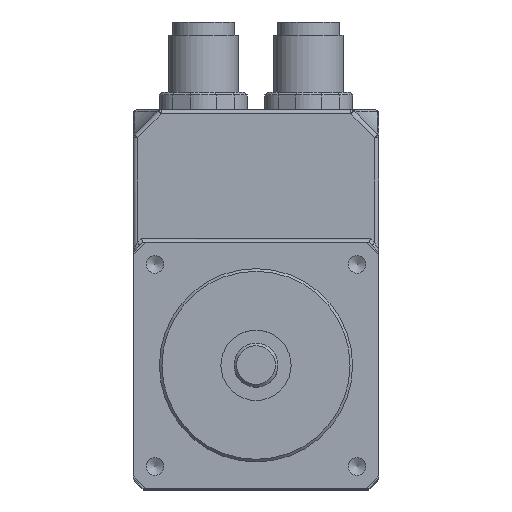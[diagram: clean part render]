
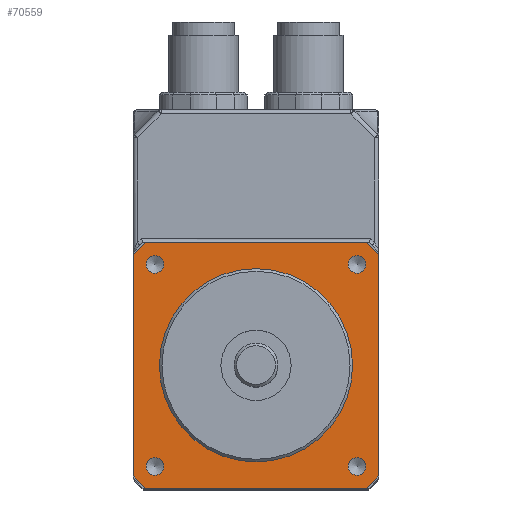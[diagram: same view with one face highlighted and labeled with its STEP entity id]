
A CAD part, top view. The second image highlights one B-rep face of the part: STEP entity #70559.
In plain terms, the highlighted face is planar.
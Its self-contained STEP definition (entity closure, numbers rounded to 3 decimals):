
#1553=FACE_BOUND('',#11633,.T.);
#1554=FACE_BOUND('',#11634,.T.);
#1555=FACE_BOUND('',#11635,.T.);
#1556=FACE_BOUND('',#11636,.T.);
#1557=FACE_BOUND('',#11637,.T.);
#4408=PLANE('',#75937);
#7842=FACE_OUTER_BOUND('',#11632,.T.);
#11632=EDGE_LOOP('',(#64690,#64691,#64692,#64693,#64694,#64695,#64696,#64697));
#11633=EDGE_LOOP('',(#64698,#64699));
#11634=EDGE_LOOP('',(#64700,#64701));
#11635=EDGE_LOOP('',(#64702,#64703));
#11636=EDGE_LOOP('',(#64704,#64705));
#11637=EDGE_LOOP('',(#64706));
#19917=LINE('',#115837,#28220);
#19920=LINE('',#115843,#28223);
#19923=LINE('',#115849,#28226);
#19926=LINE('',#115855,#28229);
#19929=LINE('',#115861,#28232);
#19932=LINE('',#115867,#28235);
#19935=LINE('',#115873,#28238);
#19938=LINE('',#115877,#28241);
#28220=VECTOR('',#93299,10.);
#28223=VECTOR('',#93304,10.);
#28226=VECTOR('',#93309,10.);
#28229=VECTOR('',#93314,10.);
#28232=VECTOR('',#93319,10.);
#28235=VECTOR('',#93324,10.);
#28238=VECTOR('',#93329,10.);
#28241=VECTOR('',#93334,10.);
#29641=CIRCLE('',#75908,1.007);
#29642=CIRCLE('',#75909,1.007);
#29645=CIRCLE('',#75914,1.007);
#29646=CIRCLE('',#75915,1.007);
#29649=CIRCLE('',#75920,1.007);
#29650=CIRCLE('',#75921,1.007);
#29653=CIRCLE('',#75926,1.007);
#29654=CIRCLE('',#75927,1.007);
#29657=CIRCLE('',#75932,11.);
#35929=VERTEX_POINT('',#115834);
#35930=VERTEX_POINT('',#115836);
#35932=VERTEX_POINT('',#115842);
#35934=VERTEX_POINT('',#115848);
#35936=VERTEX_POINT('',#115854);
#35938=VERTEX_POINT('',#115860);
#35940=VERTEX_POINT('',#115866);
#35942=VERTEX_POINT('',#115872);
#35949=VERTEX_POINT('',#115894);
#35950=VERTEX_POINT('',#115896);
#35954=VERTEX_POINT('',#115907);
#35955=VERTEX_POINT('',#115909);
#35959=VERTEX_POINT('',#115920);
#35960=VERTEX_POINT('',#115922);
#35964=VERTEX_POINT('',#115933);
#35965=VERTEX_POINT('',#115935);
#35968=VERTEX_POINT('',#115945);
#45600=EDGE_CURVE('',#35930,#35929,#19917,.T.);
#45603=EDGE_CURVE('',#35932,#35930,#19920,.T.);
#45606=EDGE_CURVE('',#35934,#35932,#19923,.T.);
#45609=EDGE_CURVE('',#35936,#35934,#19926,.T.);
#45612=EDGE_CURVE('',#35938,#35936,#19929,.T.);
#45615=EDGE_CURVE('',#35940,#35938,#19932,.T.);
#45618=EDGE_CURVE('',#35942,#35940,#19935,.T.);
#45621=EDGE_CURVE('',#35929,#35942,#19938,.T.);
#45630=EDGE_CURVE('',#35950,#35949,#29641,.T.);
#45631=EDGE_CURVE('',#35949,#35950,#29642,.T.);
#45636=EDGE_CURVE('',#35955,#35954,#29645,.T.);
#45637=EDGE_CURVE('',#35954,#35955,#29646,.T.);
#45642=EDGE_CURVE('',#35960,#35959,#29649,.T.);
#45643=EDGE_CURVE('',#35959,#35960,#29650,.T.);
#45648=EDGE_CURVE('',#35965,#35964,#29653,.T.);
#45649=EDGE_CURVE('',#35964,#35965,#29654,.T.);
#45654=EDGE_CURVE('',#35968,#35968,#29657,.T.);
#64690=ORIENTED_EDGE('',*,*,#45612,.T.);
#64691=ORIENTED_EDGE('',*,*,#45609,.T.);
#64692=ORIENTED_EDGE('',*,*,#45606,.T.);
#64693=ORIENTED_EDGE('',*,*,#45603,.T.);
#64694=ORIENTED_EDGE('',*,*,#45600,.T.);
#64695=ORIENTED_EDGE('',*,*,#45621,.T.);
#64696=ORIENTED_EDGE('',*,*,#45618,.T.);
#64697=ORIENTED_EDGE('',*,*,#45615,.T.);
#64698=ORIENTED_EDGE('',*,*,#45630,.T.);
#64699=ORIENTED_EDGE('',*,*,#45631,.T.);
#64700=ORIENTED_EDGE('',*,*,#45636,.T.);
#64701=ORIENTED_EDGE('',*,*,#45637,.T.);
#64702=ORIENTED_EDGE('',*,*,#45642,.T.);
#64703=ORIENTED_EDGE('',*,*,#45643,.T.);
#64704=ORIENTED_EDGE('',*,*,#45648,.T.);
#64705=ORIENTED_EDGE('',*,*,#45649,.T.);
#64706=ORIENTED_EDGE('',*,*,#45654,.T.);
#70559=ADVANCED_FACE('',(#7842,#1553,#1554,#1555,#1556,#1557),#4408,.T.);
#75908=AXIS2_PLACEMENT_3D('',#115897,#93354,#93355);
#75909=AXIS2_PLACEMENT_3D('',#115898,#93356,#93357);
#75914=AXIS2_PLACEMENT_3D('',#115910,#93368,#93369);
#75915=AXIS2_PLACEMENT_3D('',#115911,#93370,#93371);
#75920=AXIS2_PLACEMENT_3D('',#115923,#93382,#93383);
#75921=AXIS2_PLACEMENT_3D('',#115924,#93384,#93385);
#75926=AXIS2_PLACEMENT_3D('',#115936,#93396,#93397);
#75927=AXIS2_PLACEMENT_3D('',#115937,#93398,#93399);
#75932=AXIS2_PLACEMENT_3D('',#115947,#93410,#93411);
#75937=AXIS2_PLACEMENT_3D('',#115955,#93421,#93422);
#93299=DIRECTION('',(0.,0.,1.));
#93304=DIRECTION('',(0.707,0.,0.707));
#93309=DIRECTION('',(1.,0.,0.));
#93314=DIRECTION('',(0.707,0.,-0.707));
#93319=DIRECTION('',(0.,0.,-1.));
#93324=DIRECTION('',(-0.707,0.,-0.707));
#93329=DIRECTION('',(-1.,0.,0.));
#93334=DIRECTION('',(-0.707,0.,0.707));
#93354=DIRECTION('center_axis',(0.,1.,0.));
#93355=DIRECTION('ref_axis',(1.,0.,0.));
#93356=DIRECTION('center_axis',(0.,1.,0.));
#93357=DIRECTION('ref_axis',(1.,0.,0.));
#93368=DIRECTION('center_axis',(0.,1.,0.));
#93369=DIRECTION('ref_axis',(1.,0.,0.));
#93370=DIRECTION('center_axis',(0.,1.,0.));
#93371=DIRECTION('ref_axis',(1.,0.,0.));
#93382=DIRECTION('center_axis',(0.,1.,0.));
#93383=DIRECTION('ref_axis',(1.,0.,0.));
#93384=DIRECTION('center_axis',(0.,1.,0.));
#93385=DIRECTION('ref_axis',(1.,0.,0.));
#93396=DIRECTION('center_axis',(0.,1.,0.));
#93397=DIRECTION('ref_axis',(1.,0.,0.));
#93398=DIRECTION('center_axis',(0.,1.,0.));
#93399=DIRECTION('ref_axis',(1.,0.,0.));
#93410=DIRECTION('center_axis',(0.,1.,0.));
#93411=DIRECTION('ref_axis',(-1.,0.,0.));
#93421=DIRECTION('center_axis',(0.,-1.,0.));
#93422=DIRECTION('ref_axis',(0.,0.,
-1.));
#115834=CARTESIAN_POINT('',(49.72,-1.268,98.338));
#115836=CARTESIAN_POINT('',(49.72,-1.268,73.162));
#115837=CARTESIAN_POINT('',(49.72,-1.268,82.934));
#115842=CARTESIAN_POINT('',(48.308,-1.268,71.75));
#115843=CARTESIAN_POINT('',(48.661,-1.268,72.103));
#115848=CARTESIAN_POINT('',(23.132,-1.268,71.75));
#115849=CARTESIAN_POINT('',(25.948,-1.268,71.75));
#115854=CARTESIAN_POINT('',(21.72,-1.268,73.162));
#115855=CARTESIAN_POINT('',(18.595,-1.268,76.287));
#115860=CARTESIAN_POINT('',(21.72,-1.268,98.338));
#115861=CARTESIAN_POINT('',(21.72,-1.268,95.521));
#115866=CARTESIAN_POINT('',(23.132,-1.268,99.75));
#115867=CARTESIAN_POINT('',(22.779,-1.268,99.397));
#115872=CARTESIAN_POINT('',(48.308,-1.268,99.75));
#115873=CARTESIAN_POINT('',(38.536,-1.268,99.75));
#115877=CARTESIAN_POINT('',(45.889,-1.268,102.168));
#115894=CARTESIAN_POINT('',(46.213,-1.268,74.25));
#115896=CARTESIAN_POINT('',(48.226,-1.268,74.25));
#115897=CARTESIAN_POINT('Origin',(47.22,-1.268,74.25));
#115898=CARTESIAN_POINT('Origin',(47.22,-1.268,74.25));
#115907=CARTESIAN_POINT('',(23.213,-1.268,97.25));
#115909=CARTESIAN_POINT('',(25.226,-1.268,97.25));
#115910=CARTESIAN_POINT('Origin',(24.22,-1.268,97.25));
#115911=CARTESIAN_POINT('Origin',(24.22,-1.268,97.25));
#115920=CARTESIAN_POINT('',(46.213,-1.268,97.25));
#115922=CARTESIAN_POINT('',(48.226,-1.268,97.25));
#115923=CARTESIAN_POINT('Origin',(47.22,-1.268,97.25));
#115924=CARTESIAN_POINT('Origin',(47.22,-1.268,97.25));
#115933=CARTESIAN_POINT('',(23.213,-1.268,74.25));
#115935=CARTESIAN_POINT('',(25.226,-1.268,74.25));
#115936=CARTESIAN_POINT('Origin',(24.22,-1.268,74.25));
#115937=CARTESIAN_POINT('Origin',(24.22,-1.268,74.25));
#115945=CARTESIAN_POINT('',(46.72,-1.268,85.75));
#115947=CARTESIAN_POINT('Origin',(35.72,-1.268,85.75));
#115955=CARTESIAN_POINT('Origin',(28.765,-1.268,92.705));
